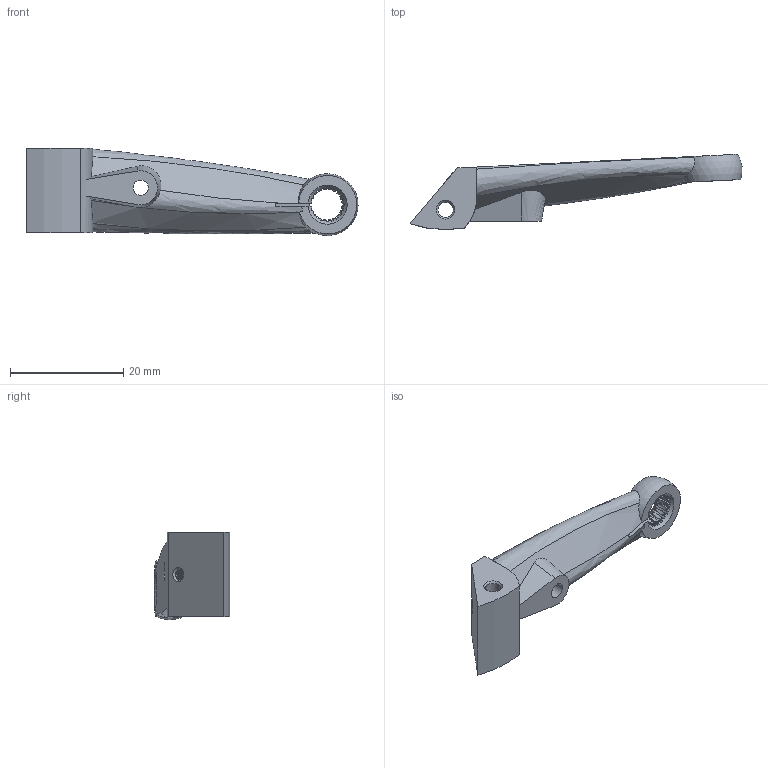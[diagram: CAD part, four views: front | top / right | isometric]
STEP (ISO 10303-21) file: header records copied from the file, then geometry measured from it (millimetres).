
FILE_DESCRIPTION(('FreeCAD Model'),'2;1');
FILE_NAME('Open CASCADE Shape Model','2023-06-02T15:51:41',(''),(''), 'Open CASCADE STEP processor 7.6','FreeCAD','Unknown');
FILE_SCHEMA(('AUTOMOTIVE_DESIGN { 1 0 10303 214 1 1 1 1 }'));
Length unit declared in the file: millimetre
Products named in the file (1): Pocket053032515
Bounding box: 58.75 x 13.33 x 15.4 mm (x, y, z)
Volume: 3776.7 mm3; surface area: 2549.5 mm2
Topology: 1 solids, 1 shells, 256 faces, 727 edges, 473 vertices
Faces by surface type: bspline 86, cylinder 71, plane 51, cone 27, revolution 20, sphere 1
Full cylindrical faces by diameter (mm): 1.619 x24, 2.7 x2, 3.2 x1
Entity records: 37540 total; most frequent: CARTESIAN_POINT 25523, DIRECTION 1563, ORIENTED_EDGE 1452, PCURVE 1452, DEFINITIONAL_REPRESENTATION 1452, B_SPLINE_CURVE_WITH_KNOTS 1112, EDGE_CURVE 726, SURFACE_CURVE 716
